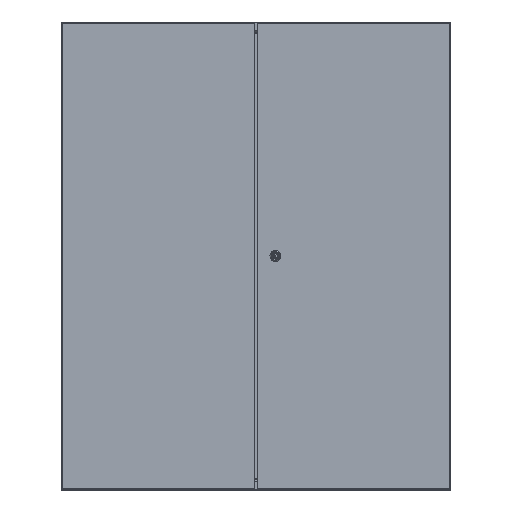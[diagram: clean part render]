
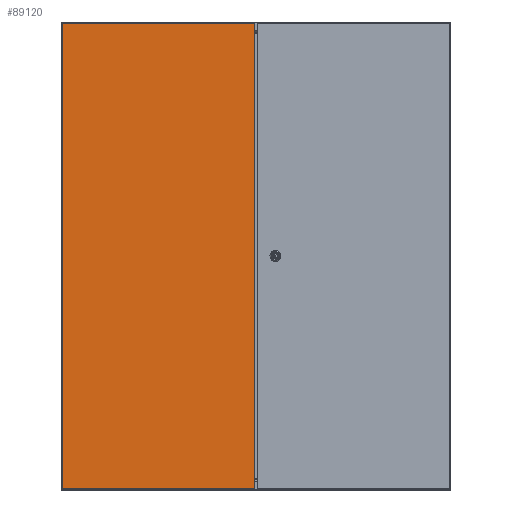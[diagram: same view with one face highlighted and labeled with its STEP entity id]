
A CAD part, top view. The second image highlights one B-rep face of the part: STEP entity #89120.
In plain terms, the highlighted planar face has unit normal (0, 0, 1).
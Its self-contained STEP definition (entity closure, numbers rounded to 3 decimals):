
#629 = VECTOR ( 'NONE', #68419, 1000. ) ;
#1464 = CARTESIAN_POINT ( 'NONE',  ( 2.5, 3., 17.5 ) ) ;
#1785 = EDGE_LOOP ( 'NONE', ( #69239, #68224, #67762, #71734 ) ) ;
#6779 = VECTOR ( 'NONE', #86114, 1000. ) ;
#7114 = CARTESIAN_POINT ( 'NONE',  ( 2.5, 1197., 17.5 ) ) ;
#8200 = VECTOR ( 'NONE', #88280, 1000. ) ;
#8868 = LINE ( 'NONE', #64239, #17184 ) ;
#14461 = CARTESIAN_POINT ( 'NONE',  ( 497., 3., 17.5 ) ) ;
#17184 = VECTOR ( 'NONE', #43663, 1000. ) ;
#19058 = LINE ( 'NONE', #82156, #629 ) ;
#19230 = CARTESIAN_POINT ( 'NONE',  ( 2.5, 3., 17.5 ) ) ;
#20459 = DIRECTION ( 'NONE',  ( 1., 0., 0. ) ) ;
#20695 = VERTEX_POINT ( 'NONE', #14461 ) ;
#26438 = FACE_OUTER_BOUND ( 'NONE', #1785, .T. ) ;
#29666 = EDGE_CURVE ( 'NONE', #20695, #41692, #8868, .T. ) ;
#30008 = VERTEX_POINT ( 'NONE', #1464 ) ;
#31963 = VERTEX_POINT ( 'NONE', #7114 ) ;
#32511 = LINE ( 'NONE', #19230, #8200 ) ;
#34191 = PLANE ( 'NONE',  #52491 ) ;
#41692 = VERTEX_POINT ( 'NONE', #77768 ) ;
#42759 = EDGE_CURVE ( 'NONE', #31963, #30008, #46283, .T. ) ;
#43663 = DIRECTION ( 'NONE',  ( 0., 1., 0. ) ) ;
#44777 = EDGE_CURVE ( 'NONE', #41692, #31963, #19058, .T. ) ;
#46283 = LINE ( 'NONE', #74167, #6779 ) ;
#47023 = CARTESIAN_POINT ( 'NONE',  ( 0., 0., 17.5 ) ) ;
#52491 = AXIS2_PLACEMENT_3D ( 'NONE', #47023, #62079, #20459 ) ;
#61490 = EDGE_CURVE ( 'NONE', #30008, #20695, #32511, .T. ) ;
#62079 = DIRECTION ( 'NONE',  ( 0., 0., 1. ) ) ;
#64239 = CARTESIAN_POINT ( 'NONE',  ( 497., 1197., 17.5 ) ) ;
#67762 = ORIENTED_EDGE ( 'NONE', *, *, #29666, .T. ) ;
#68224 = ORIENTED_EDGE ( 'NONE', *, *, #61490, .T. ) ;
#68419 = DIRECTION ( 'NONE',  ( -1., 0., 0. ) ) ;
#69239 = ORIENTED_EDGE ( 'NONE', *, *, #42759, .T. ) ;
#71734 = ORIENTED_EDGE ( 'NONE', *, *, #44777, .T. ) ;
#74167 = CARTESIAN_POINT ( 'NONE',  ( 2.5, 1197., 17.5 ) ) ;
#77768 = CARTESIAN_POINT ( 'NONE',  ( 497., 1197., 17.5 ) ) ;
#82156 = CARTESIAN_POINT ( 'NONE',  ( 2.5, 1197., 17.5 ) ) ;
#86114 = DIRECTION ( 'NONE',  ( 0., -1., 0. ) ) ;
#88280 = DIRECTION ( 'NONE',  ( 1., 0., 0. ) ) ;
#89120 = ADVANCED_FACE ( 'NONE', ( #26438 ), #34191, .T. ) ;
